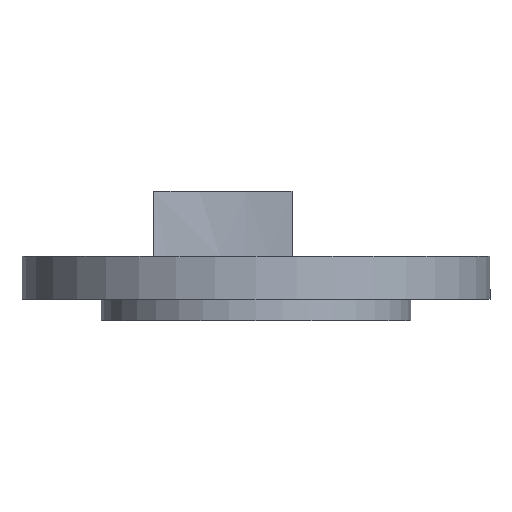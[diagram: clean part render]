
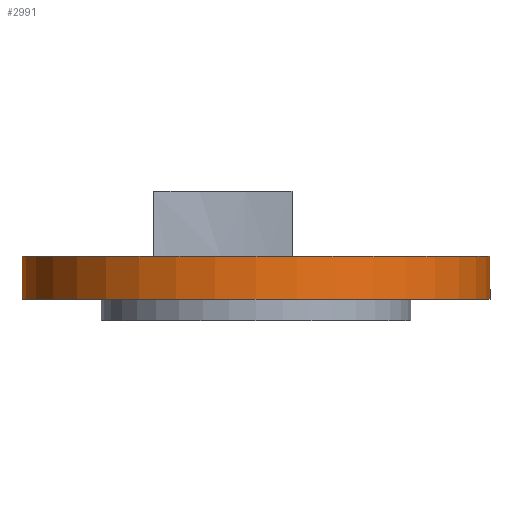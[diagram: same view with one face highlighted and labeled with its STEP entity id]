
A CAD part, front view. The second image highlights one B-rep face of the part: STEP entity #2991.
In plain terms, the highlighted cylindrical face has radius 32.5 mm (diameter 65 mm), a partial arc.
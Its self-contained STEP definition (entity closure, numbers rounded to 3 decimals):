
#373 = AXIS2_PLACEMENT_3D ( 'NONE', #3357, #1931, #1559 ) ;
#472 = VECTOR ( 'NONE', #2658, 1000. ) ;
#639 = ORIENTED_EDGE ( 'NONE', *, *, #3959, .F. ) ;
#747 = DIRECTION ( 'NONE',  ( -1., 0., 0. ) ) ;
#751 = VERTEX_POINT ( 'NONE', #3901 ) ;
#1223 = LINE ( 'NONE', #2359, #472 ) ;
#1559 = DIRECTION ( 'NONE',  ( -1., 0., 0. ) ) ;
#1563 = AXIS2_PLACEMENT_3D ( 'NONE', #4175, #2306, #4593 ) ;
#1833 = CARTESIAN_POINT ( 'NONE',  ( 0., 0., 5. ) ) ;
#1875 = CYLINDRICAL_SURFACE ( 'NONE', #2224, 32.5 ) ;
#1931 = DIRECTION ( 'NONE',  ( 0., 0., -1. ) ) ;
#1986 = CARTESIAN_POINT ( 'NONE',  ( -32.5, 0., -1. ) ) ;
#2117 = VERTEX_POINT ( 'NONE', #4127 ) ;
#2224 = AXIS2_PLACEMENT_3D ( 'NONE', #1833, #3352, #747 ) ;
#2306 = DIRECTION ( 'NONE',  ( 0., 0., 1. ) ) ;
#2351 = CIRCLE ( 'NONE', #1563, 32.5 ) ;
#2359 = CARTESIAN_POINT ( 'NONE',  ( 32.5, 0., 5. ) ) ;
#2361 = LINE ( 'NONE', #3149, #3684 ) ;
#2487 = CIRCLE ( 'NONE', #373, 32.5 ) ;
#2576 = EDGE_CURVE ( 'NONE', #751, #2694, #2487, .T. ) ;
#2627 = VERTEX_POINT ( 'NONE', #4510 ) ;
#2658 = DIRECTION ( 'NONE',  ( 0., 0., -1. ) ) ;
#2694 = VERTEX_POINT ( 'NONE', #1986 ) ;
#2991 = ADVANCED_FACE ( 'NONE', ( #4458 ), #1875, .T. ) ;
#3048 = DIRECTION ( 'NONE',  ( 0., 0., -1. ) ) ;
#3149 = CARTESIAN_POINT ( 'NONE',  ( -32.5, 0., 5. ) ) ;
#3352 = DIRECTION ( 'NONE',  ( 0., 0., -1. ) ) ;
#3357 = CARTESIAN_POINT ( 'NONE',  ( 0., 0., -1. ) ) ;
#3507 = EDGE_CURVE ( 'NONE', #2627, #751, #1223, .T. ) ;
#3684 = VECTOR ( 'NONE', #3048, 1000. ) ;
#3855 = ORIENTED_EDGE ( 'NONE', *, *, #4563, .T. ) ;
#3901 = CARTESIAN_POINT ( 'NONE',  ( 32.5, 0., -1. ) ) ;
#3959 = EDGE_CURVE ( 'NONE', #2117, #2627, #2351, .T. ) ;
#4127 = CARTESIAN_POINT ( 'NONE',  ( -32.5, 0., 5. ) ) ;
#4163 = EDGE_LOOP ( 'NONE', ( #4228, #639, #3855, #4499 ) ) ;
#4175 = CARTESIAN_POINT ( 'NONE',  ( 0., 0., 5. ) ) ;
#4228 = ORIENTED_EDGE ( 'NONE', *, *, #3507, .F. ) ;
#4458 = FACE_OUTER_BOUND ( 'NONE', #4163, .T. ) ;
#4499 = ORIENTED_EDGE ( 'NONE', *, *, #2576, .F. ) ;
#4510 = CARTESIAN_POINT ( 'NONE',  ( 32.5, 0., 5. ) ) ;
#4563 = EDGE_CURVE ( 'NONE', #2117, #2694, #2361, .T. ) ;
#4593 = DIRECTION ( 'NONE',  ( 1., 0., 0. ) ) ;
